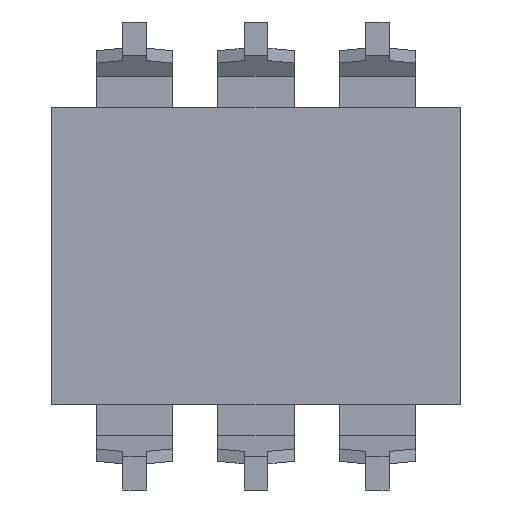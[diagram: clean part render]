
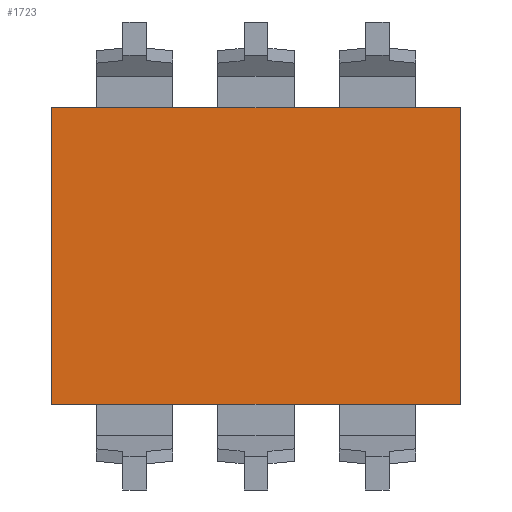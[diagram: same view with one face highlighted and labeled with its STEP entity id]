
A CAD part, front view. The second image highlights one B-rep face of the part: STEP entity #1723.
In plain terms, the highlighted planar face has unit normal (0, -1, 0).
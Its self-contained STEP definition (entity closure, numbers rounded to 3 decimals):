
#517 = LINE ( 'NONE', #518, #519 ) ;
#518 = CARTESIAN_POINT ( 'NONE',  ( -1.74, 0.7, 3.1 ) ) ;
#519 = VECTOR ( 'NONE', #520, 1000. ) ;
#520 = DIRECTION ( 'NONE',  ( 1., 0., 0. ) ) ;
#583 = VERTEX_POINT ( 'NONE', #1826 ) ;
#941 = CARTESIAN_POINT ( 'NONE',  ( -1.74, 0.7, 3.1 ) ) ;
#1262 = VERTEX_POINT ( 'NONE', #2220 ) ;
#1595 = LINE ( 'NONE', #1596, #1597 ) ;
#1596 = CARTESIAN_POINT ( 'NONE',  ( 6.82, 0.7, -3.1 ) ) ;
#1597 = VECTOR ( 'NONE', #1598, 1000. ) ;
#1598 = DIRECTION ( 'NONE',  ( 0., 0., -1. ) ) ;
#1723 = ADVANCED_FACE ( 'NONE', ( #2442 ), #2459, .F. ) ;
#1826 = CARTESIAN_POINT ( 'NONE',  ( -1.74, 0.7, -3.1 ) ) ;
#1851 = LINE ( 'NONE', #1852, #1853 ) ;
#1852 = CARTESIAN_POINT ( 'NONE',  ( -1.74, 0.7, -3.1 ) ) ;
#1853 = VECTOR ( 'NONE', #1854, 1000. ) ;
#1854 = DIRECTION ( 'NONE',  ( 0., 0., 1. ) ) ;
#2046 = CARTESIAN_POINT ( 'NONE',  ( 6.82, 0.7, 3.1 ) ) ;
#2220 = CARTESIAN_POINT ( 'NONE',  ( 6.82, 0.7, -3.1 ) ) ;
#2370 = LINE ( 'NONE', #2371, #2372 ) ;
#2371 = CARTESIAN_POINT ( 'NONE',  ( -1.74, 0.7, -3.1 ) ) ;
#2372 = VECTOR ( 'NONE', #2373, 1000. ) ;
#2373 = DIRECTION ( 'NONE',  ( -1., 0., 0. ) ) ;
#2442 = FACE_OUTER_BOUND ( 'NONE', #2781, .T. ) ;
#2459 = PLANE ( 'NONE',  #2460 ) ;
#2460 = AXIS2_PLACEMENT_3D ( 'NONE', #2461, #2462, #2463 ) ;
#2461 = CARTESIAN_POINT ( 'NONE',  ( -1.74, 0.7, -3.1 ) ) ;
#2462 = DIRECTION ( 'NONE',  ( 0., 1., 0. ) ) ;
#2463 = DIRECTION ( 'NONE',  ( 0., 0., 1. ) ) ;
#2781 = EDGE_LOOP ( 'NONE', ( #3772, #3614, #3628, #3659 ) ) ;
#3290 = EDGE_CURVE ( 'NONE', #3387, #1262, #1595, .T. ) ;
#3345 = EDGE_CURVE ( 'NONE', #583, #3765, #1851, .T. ) ;
#3387 = VERTEX_POINT ( 'NONE', #2046 ) ;
#3453 = EDGE_CURVE ( 'NONE', #1262, #583, #2370, .T. ) ;
#3614 = ORIENTED_EDGE ( 'NONE', *, *, #3453, .F. ) ;
#3628 = ORIENTED_EDGE ( 'NONE', *, *, #3290, .F. ) ;
#3659 = ORIENTED_EDGE ( 'NONE', *, *, #4004, .F. ) ;
#3765 = VERTEX_POINT ( 'NONE', #941 ) ;
#3772 = ORIENTED_EDGE ( 'NONE', *, *, #3345, .F. ) ;
#4004 = EDGE_CURVE ( 'NONE', #3765, #3387, #517, .T. ) ;
